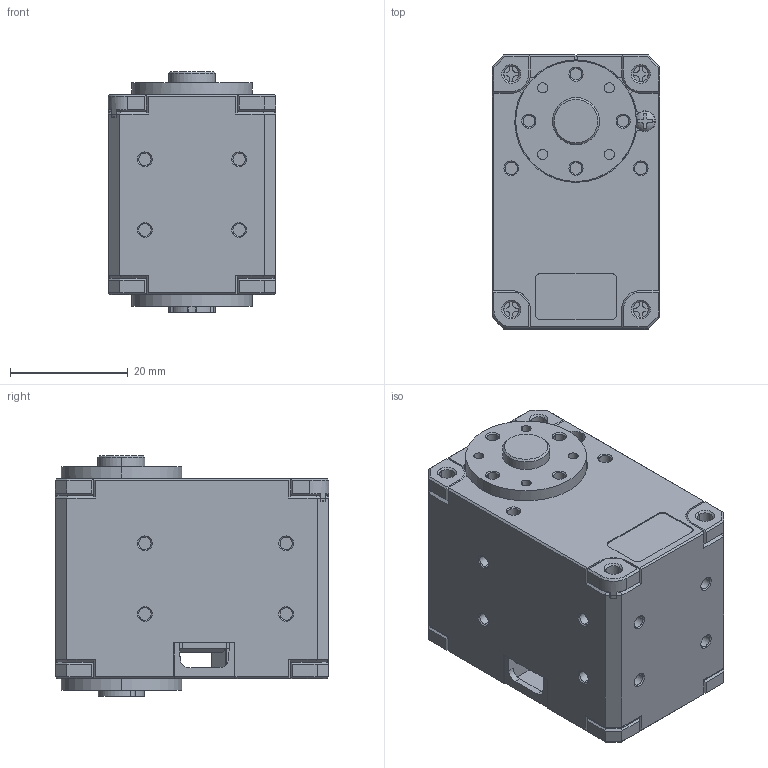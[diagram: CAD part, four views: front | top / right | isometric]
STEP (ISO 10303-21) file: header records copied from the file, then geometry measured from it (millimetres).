
FILE_DESCRIPTION((''),'2;1');
FILE_NAME('DC11_A01_DUMMY_ASM','2021-12-22T11:19:46',('eum'),(''),'CREO PARAMETRIC BY PTC INC, 2020074','CREO PARAMETRIC BY PTC INC, 2020074','');
FILE_SCHEMA(('CONFIG_CONTROL_DESIGN'));
Length unit declared in the file: millimetre
Products named in the file (10): DC11_A01_DUMMY; DX124_SCREW-COVER; B3B-EH; DC11_A01_CASE_CVR_DUMMY; DC11_A01_IDLER_DUMMY; DC11_A01_IDLER_CAP_DUMMY; DC11_A01_IDLER_SCREW; FHS_M2_5X10; DC11_A01_SPACER_DUMMY; DC11_A01_DUMMY_ASM
Assembly tree (24 placements, depth 2):
  DC11_A01_DUMMY_ASM
    DC11_A01_DUMMY
    DX124_SCREW-COVER
    B3B-EH  x2
    DC11_A01_CASE_CVR_DUMMY
    DC11_A01_IDLER_DUMMY
    DC11_A01_IDLER_CAP_DUMMY
    DC11_A01_IDLER_SCREW
    FHS_M2_5X10  x8
    DC11_A01_SPACER_DUMMY  x8
Bounding box: 28.5 x 46.5 x 40.9 mm (x, y, z)
Volume: 43878.6 mm3; surface area: 16681.2 mm2
Topology: 25 solids, 36 shells, 1281 faces, 3360 edges, 2190 vertices
Faces by surface type: plane 749, cylinder 360, cone 166, torus 2, sphere 2, bspline 2
Entity records: 24266 total; most frequent: CARTESIAN_POINT 4559, DIRECTION 4191, ORIENTED_EDGE 3936, EDGE_CURVE 2020, AXIS2_PLACEMENT_3D 1438, VERTEX_POINT 1320, VECTOR 1315, LINE 1315
